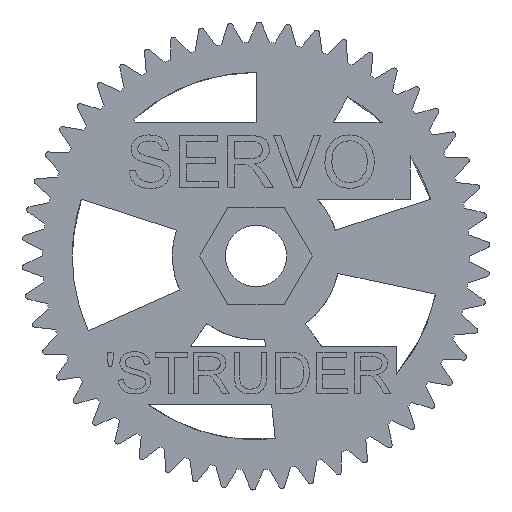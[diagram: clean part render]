
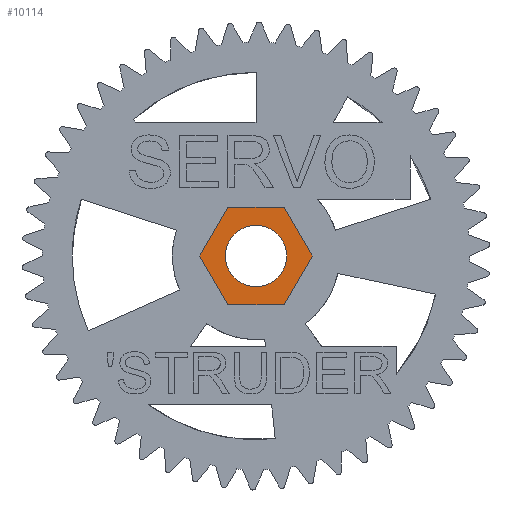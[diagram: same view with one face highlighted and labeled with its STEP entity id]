
A CAD part, left-side view. The second image highlights one B-rep face of the part: STEP entity #10114.
In plain terms, the highlighted planar face has unit normal (-1, 0, 0).
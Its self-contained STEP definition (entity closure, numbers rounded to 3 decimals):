
#152=FACE_BOUND('',#1940,.T.);
#876=CIRCLE('',#10617,4.25);
#1393=FACE_OUTER_BOUND('',#1939,.T.);
#1939=EDGE_LOOP('',(#9341,#9342,#9343,#9344,#9345,#9346));
#1940=EDGE_LOOP('',(#9347));
#1941=LINE('',#12853,#2885);
#1945=LINE('',#12861,#2889);
#1948=LINE('',#12867,#2892);
#1951=LINE('',#12873,#2895);
#1954=LINE('',#12879,#2898);
#1957=LINE('',#12884,#2901);
#2885=VECTOR('',#10726,10.);
#2889=VECTOR('',#10732,10.);
#2892=VECTOR('',#10737,10.);
#2895=VECTOR('',#10742,10.);
#2898=VECTOR('',#10747,10.);
#2901=VECTOR('',#10752,10.);
#3829=VERTEX_POINT('',#12851);
#3830=VERTEX_POINT('',#12852);
#3833=VERTEX_POINT('',#12860);
#3835=VERTEX_POINT('',#12866);
#3837=VERTEX_POINT('',#12872);
#3839=VERTEX_POINT('',#12878);
#4832=VERTEX_POINT('',#18444);
#4833=EDGE_CURVE('',#3829,#3830,#1941,.T.);
#4837=EDGE_CURVE('',#3833,#3829,#1945,.T.);
#4840=EDGE_CURVE('',#3835,#3833,#1948,.T.);
#4843=EDGE_CURVE('',#3837,#3835,#1951,.T.);
#4846=EDGE_CURVE('',#3839,#3837,#1954,.T.);
#4849=EDGE_CURVE('',#3830,#3839,#1957,.T.);
#6237=EDGE_CURVE('',#4832,#4832,#876,.T.);
#9341=ORIENTED_EDGE('',*,*,#4840,.T.);
#9342=ORIENTED_EDGE('',*,*,#4837,.T.);
#9343=ORIENTED_EDGE('',*,*,#4833,.T.);
#9344=ORIENTED_EDGE('',*,*,#4849,.T.);
#9345=ORIENTED_EDGE('',*,*,#4846,.T.);
#9346=ORIENTED_EDGE('',*,*,#4843,.T.);
#9347=ORIENTED_EDGE('',*,*,#6237,.T.);
#9597=PLANE('',#10718);
#10114=ADVANCED_FACE('',(#1393,#152),#9597,.F.);
#10617=AXIS2_PLACEMENT_3D('',#18445,#12542,#12543);
#10718=AXIS2_PLACEMENT_3D('',#18646,#12844,#12845);
#10726=DIRECTION('',(0.,0.5,0.866));
#10732=DIRECTION('',(0.,-0.5,0.866));
#10737=DIRECTION('',(0.,-1.,0.));
#10742=DIRECTION('',(0.,-0.5,-0.866));
#10747=DIRECTION('',(0.,0.5,-0.866));
#10752=DIRECTION('',(0.,1.,0.));
#12542=DIRECTION('center_axis',(1.,0.,0.));
#12543=DIRECTION('ref_axis',(0.,1.,0.));
#12844=DIRECTION('center_axis',(1.,0.,0.));
#12845=DIRECTION('ref_axis',(0.,1.,0.));
#12851=CARTESIAN_POINT('',(-25.5,-3.767,47.557));
#12852=CARTESIAN_POINT('',(-25.5,0.13,54.307));
#12853=CARTESIAN_POINT('',(-25.5,-2.793,49.244));
#12860=CARTESIAN_POINT('',(-25.5,0.13,40.807));
#12861=CARTESIAN_POINT('',(-25.5,-0.844,42.494));
#12866=CARTESIAN_POINT('',(-25.5,7.924,40.807));
#12867=CARTESIAN_POINT('',(-25.5,5.976,40.807));
#12872=CARTESIAN_POINT('',(-25.5,11.821,47.557));
#12873=CARTESIAN_POINT('',(-25.5,10.847,45.869));
#12878=CARTESIAN_POINT('',(-25.5,7.924,54.307));
#12879=CARTESIAN_POINT('',(-25.5,8.898,52.619));
#12884=CARTESIAN_POINT('',(-25.5,2.078,54.307));
#18444=CARTESIAN_POINT('',(-25.5,-0.223,47.557));
#18445=CARTESIAN_POINT('Origin',(-25.5,4.027,47.557));
#18646=CARTESIAN_POINT('Origin',(-25.5,4.027,47.557));
